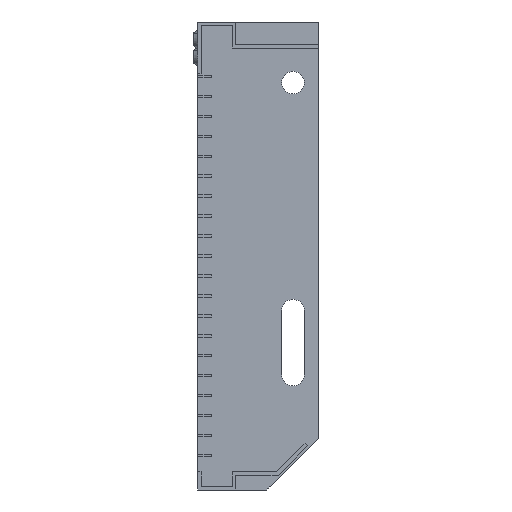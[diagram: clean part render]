
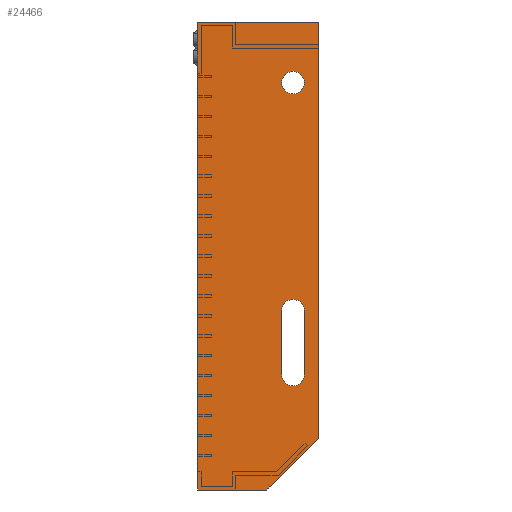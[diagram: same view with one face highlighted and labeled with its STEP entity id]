
A CAD part, left-side view. The second image highlights one B-rep face of the part: STEP entity #24466.
In plain terms, the highlighted planar face has unit normal (-1, 0, 0).
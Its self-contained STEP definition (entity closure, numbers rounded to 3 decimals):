
#306 = VERTEX_POINT ( 'NONE', #22335 ) ;
#559 = CARTESIAN_POINT ( 'NONE',  ( -550., 15., -166.5 ) ) ;
#608 = CIRCLE ( 'NONE', #15130, 6.5 ) ;
#1012 = EDGE_CURVE ( 'NONE', #27413, #306, #35292, .T. ) ;
#1516 = ORIENTED_EDGE ( 'NONE', *, *, #10551, .T. ) ;
#1927 = DIRECTION ( 'NONE',  ( 1., 0., 0. ) ) ;
#2288 = DIRECTION ( 'NONE',  ( 0., 0.707, -0.707 ) ) ;
#2510 = EDGE_CURVE ( 'NONE', #5688, #8773, #31334, .T. ) ;
#2974 = CIRCLE ( 'NONE', #7621, 6.5 ) ;
#3568 = FACE_OUTER_BOUND ( 'NONE', #19831, .T. ) ;
#3893 = LINE ( 'NONE', #25207, #32922 ) ;
#4456 = CIRCLE ( 'NONE', #29374, 6.5 ) ;
#4657 = EDGE_CURVE ( 'NONE', #25875, #30962, #608, .T. ) ;
#4685 = CARTESIAN_POINT ( 'NONE',  ( -550., 21.5, -203.5 ) ) ;
#4720 = DIRECTION ( 'NONE',  ( 0., 0., -1. ) ) ;
#4850 = DIRECTION ( 'NONE',  ( 0., 0., -1. ) ) ;
#5314 = LINE ( 'NONE', #4685, #23073 ) ;
#5339 = DIRECTION ( 'NONE',  ( 0., -1., 0. ) ) ;
#5688 = VERTEX_POINT ( 'NONE', #35133 ) ;
#5973 = LINE ( 'NONE', #24025, #7690 ) ;
#6008 = CARTESIAN_POINT ( 'NONE',  ( -550., 15., -28.5 ) ) ;
#6470 = ORIENTED_EDGE ( 'NONE', *, *, #25397, .T. ) ;
#6820 = CARTESIAN_POINT ( 'NONE',  ( -550., 0., 0. ) ) ;
#7186 = DIRECTION ( 'NONE',  ( 0., 1., 0. ) ) ;
#7272 = CARTESIAN_POINT ( 'NONE',  ( -550., 8.5, -166.5 ) ) ;
#7621 = AXIS2_PLACEMENT_3D ( 'NONE', #24241, #27520, #4850 ) ;
#7690 = VECTOR ( 'NONE', #7186, 1000. ) ;
#8392 = CIRCLE ( 'NONE', #24974, 6.5 ) ;
#8490 = DIRECTION ( 'NONE',  ( 0., 0., -1. ) ) ;
#8532 = EDGE_CURVE ( 'NONE', #13709, #5688, #5973, .T. ) ;
#8635 = LINE ( 'NONE', #24568, #12513 ) ;
#8773 = VERTEX_POINT ( 'NONE', #33471 ) ;
#9082 = VERTEX_POINT ( 'NONE', #29701 ) ;
#9083 = VERTEX_POINT ( 'NONE', #7272 ) ;
#9337 = ORIENTED_EDGE ( 'NONE', *, *, #8532, .F. ) ;
#9587 = DIRECTION ( 'NONE',  ( 0., 0., 1. ) ) ;
#9605 = DIRECTION ( 'NONE',  ( 1., 0., 0. ) ) ;
#9698 = CARTESIAN_POINT ( 'NONE',  ( -550., 70., 0. ) ) ;
#9721 = DIRECTION ( 'NONE',  ( 1., 0., 0. ) ) ;
#9803 = CARTESIAN_POINT ( 'NONE',  ( -550., 15., -35. ) ) ;
#9858 = CARTESIAN_POINT ( 'NONE',  ( -550., 21.5, -166.5 ) ) ;
#10551 = EDGE_CURVE ( 'NONE', #18921, #9083, #8392, .T. ) ;
#11592 = AXIS2_PLACEMENT_3D ( 'NONE', #13823, #16724, #33313 ) ;
#11817 = DIRECTION ( 'NONE',  ( 0., 0., -1. ) ) ;
#11934 = ORIENTED_EDGE ( 'NONE', *, *, #30368, .F. ) ;
#12513 = VECTOR ( 'NONE', #2288, 1000. ) ;
#13573 = VECTOR ( 'NONE', #9587, 1000. ) ;
#13709 = VERTEX_POINT ( 'NONE', #33367 ) ;
#13711 = CARTESIAN_POINT ( 'NONE',  ( -550., 0., 0. ) ) ;
#13823 = CARTESIAN_POINT ( 'NONE',  ( -550., 15., -203.5 ) ) ;
#15130 = AXIS2_PLACEMENT_3D ( 'NONE', #9803, #1927, #4720 ) ;
#15327 = DIRECTION ( 'NONE',  ( 0., 0., -1. ) ) ;
#15362 = DIRECTION ( 'NONE',  ( 0., 0., 1. ) ) ;
#15625 = CARTESIAN_POINT ( 'NONE',  ( -550., 0., 0. ) ) ;
#16724 = DIRECTION ( 'NONE',  ( 1., 0., 0. ) ) ;
#16891 = CARTESIAN_POINT ( 'NONE',  ( -550., 8.5, -166.5 ) ) ;
#17024 = FACE_BOUND ( 'NONE', #22085, .T. ) ;
#17032 = CARTESIAN_POINT ( 'NONE',  ( -550., 15., -41.5 ) ) ;
#18025 = EDGE_CURVE ( 'NONE', #306, #26529, #2974, .T. ) ;
#18551 = VERTEX_POINT ( 'NONE', #15625 ) ;
#18765 = VECTOR ( 'NONE', #5339, 1000. ) ;
#18921 = VERTEX_POINT ( 'NONE', #9858 ) ;
#19161 = ORIENTED_EDGE ( 'NONE', *, *, #26100, .T. ) ;
#19645 = EDGE_LOOP ( 'NONE', ( #19161, #24045 ) ) ;
#19831 = EDGE_LOOP ( 'NONE', ( #30781, #11934, #23174, #9337, #26215 ) ) ;
#19968 = DIRECTION ( 'NONE',  ( 1., 0., 0. ) ) ;
#20646 = CARTESIAN_POINT ( 'NONE',  ( -550., 15., -35. ) ) ;
#21797 = FACE_BOUND ( 'NONE', #19645, .T. ) ;
#22085 = EDGE_LOOP ( 'NONE', ( #6470, #27195, #26526, #28107, #1516 ) ) ;
#22335 = CARTESIAN_POINT ( 'NONE',  ( -550., 15., -210. ) ) ;
#23073 = VECTOR ( 'NONE', #15362, 1000. ) ;
#23174 = ORIENTED_EDGE ( 'NONE', *, *, #2510, .F. ) ;
#23454 = LINE ( 'NONE', #16891, #35607 ) ;
#24025 = CARTESIAN_POINT ( 'NONE',  ( -550., 70., -270. ) ) ;
#24045 = ORIENTED_EDGE ( 'NONE', *, *, #4657, .T. ) ;
#24241 = CARTESIAN_POINT ( 'NONE',  ( -550., 15., -203.5 ) ) ;
#24466 = ADVANCED_FACE ( 'NONE', ( #17024, #21797, #3568 ), #34578, .F. ) ;
#24568 = CARTESIAN_POINT ( 'NONE',  ( -550., 30., -270. ) ) ;
#24974 = AXIS2_PLACEMENT_3D ( 'NONE', #559, #19968, #11817 ) ;
#25152 = CARTESIAN_POINT ( 'NONE',  ( -550., 8.5, -203.5 ) ) ;
#25207 = CARTESIAN_POINT ( 'NONE',  ( -550., 0., -240. ) ) ;
#25397 = EDGE_CURVE ( 'NONE', #9083, #27413, #23454, .T. ) ;
#25875 = VERTEX_POINT ( 'NONE', #6008 ) ;
#26100 = EDGE_CURVE ( 'NONE', #30962, #25875, #4456, .T. ) ;
#26215 = ORIENTED_EDGE ( 'NONE', *, *, #32776, .F. ) ;
#26526 = ORIENTED_EDGE ( 'NONE', *, *, #18025, .T. ) ;
#26529 = VERTEX_POINT ( 'NONE', #28849 ) ;
#27195 = ORIENTED_EDGE ( 'NONE', *, *, #1012, .T. ) ;
#27413 = VERTEX_POINT ( 'NONE', #25152 ) ;
#27520 = DIRECTION ( 'NONE',  ( 1., 0., 0. ) ) ;
#28107 = ORIENTED_EDGE ( 'NONE', *, *, #30818, .T. ) ;
#28428 = AXIS2_PLACEMENT_3D ( 'NONE', #6820, #9605, #29001 ) ;
#28849 = CARTESIAN_POINT ( 'NONE',  ( -550., 21.5, -203.5 ) ) ;
#29001 = DIRECTION ( 'NONE',  ( 0., 0., 1. ) ) ;
#29374 = AXIS2_PLACEMENT_3D ( 'NONE', #20646, #9721, #15327 ) ;
#29701 = CARTESIAN_POINT ( 'NONE',  ( -550., 0., -240. ) ) ;
#30368 = EDGE_CURVE ( 'NONE', #8773, #18551, #30482, .T. ) ;
#30482 = LINE ( 'NONE', #13711, #18765 ) ;
#30781 = ORIENTED_EDGE ( 'NONE', *, *, #34083, .F. ) ;
#30818 = EDGE_CURVE ( 'NONE', #26529, #18921, #5314, .T. ) ;
#30962 = VERTEX_POINT ( 'NONE', #17032 ) ;
#31334 = LINE ( 'NONE', #9698, #13573 ) ;
#32776 = EDGE_CURVE ( 'NONE', #9082, #13709, #8635, .T. ) ;
#32922 = VECTOR ( 'NONE', #8490, 1000. ) ;
#33313 = DIRECTION ( 'NONE',  ( 0., 0., -1. ) ) ;
#33367 = CARTESIAN_POINT ( 'NONE',  ( -550., 30., -270. ) ) ;
#33471 = CARTESIAN_POINT ( 'NONE',  ( -550., 70., 0. ) ) ;
#33580 = DIRECTION ( 'NONE',  ( 0., 0., -1. ) ) ;
#34083 = EDGE_CURVE ( 'NONE', #18551, #9082, #3893, .T. ) ;
#34578 = PLANE ( 'NONE',  #28428 ) ;
#35133 = CARTESIAN_POINT ( 'NONE',  ( -550., 70., -270. ) ) ;
#35292 = CIRCLE ( 'NONE', #11592, 6.5 ) ;
#35607 = VECTOR ( 'NONE', #33580, 1000. ) ;
